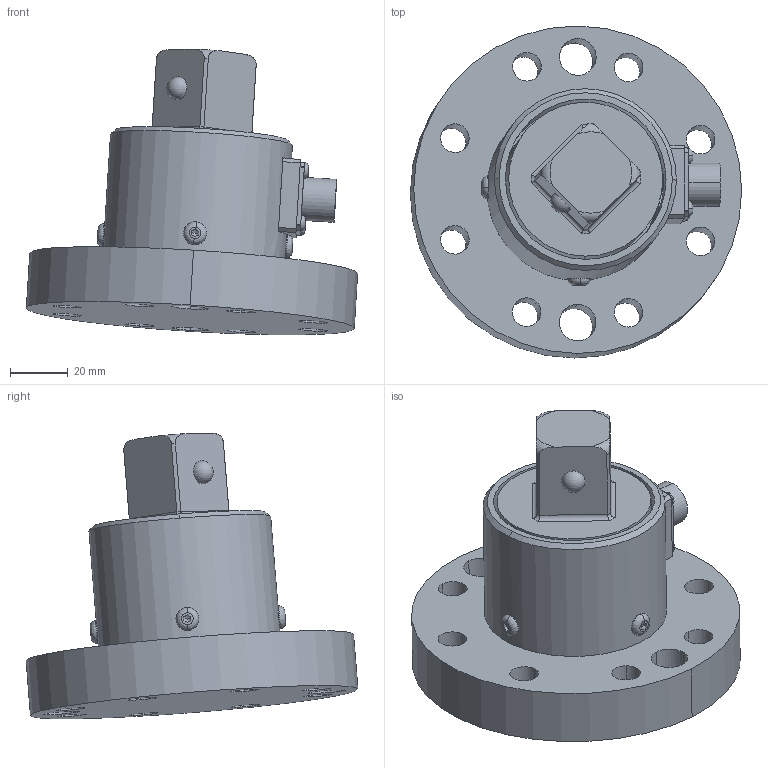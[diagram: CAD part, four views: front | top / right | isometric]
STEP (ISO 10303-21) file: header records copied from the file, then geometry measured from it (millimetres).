
FILE_DESCRIPTION((''),'2;1');
FILE_NAME('TDF675.stp','2010-11-30T15:55:31',(''),(''),'Mechanical Desktop 2008','Mechanical Desktop 2008',', , ');
FILE_SCHEMA(('CONFIG_CONTROL_DESIGN'));
Length unit declared in the file: inch
Products named in the file (2): FI1148-B; FLEXURE
Assembly tree (1 placements, depth 2):
  FI1148-B
    FLEXURE
Bounding box: 114.5 x 114.7 x 98.71 mm (x, y, z)
Volume: 328297.8 mm3; surface area: 63766.5 mm2
Topology: 1 solids, 12 shells, 415 faces, 1055 edges, 675 vertices
Faces by surface type: cylinder 163, plane 145, cone 62, bspline 34, torus 8, sphere 3
Full cylindrical faces by diameter (mm): 62.992 x1
Entity records: 14964 total; most frequent: CARTESIAN_POINT 4997, ORIENTED_EDGE 2068, DIRECTION 2057, EDGE_CURVE 1034, AXIS2_PLACEMENT_3D 824, VERTEX_POINT 674, EDGE_LOOP 502, CIRCLE 441
